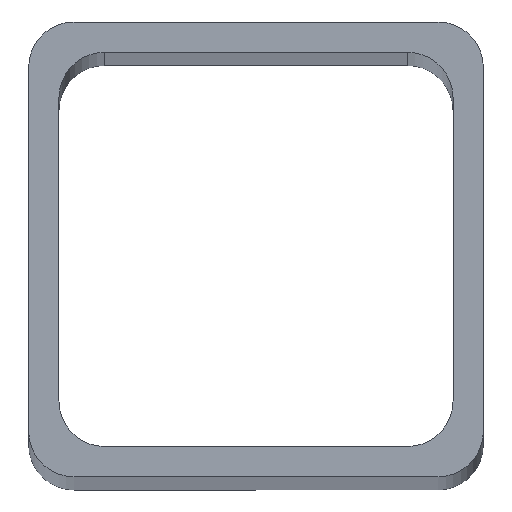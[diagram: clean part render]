
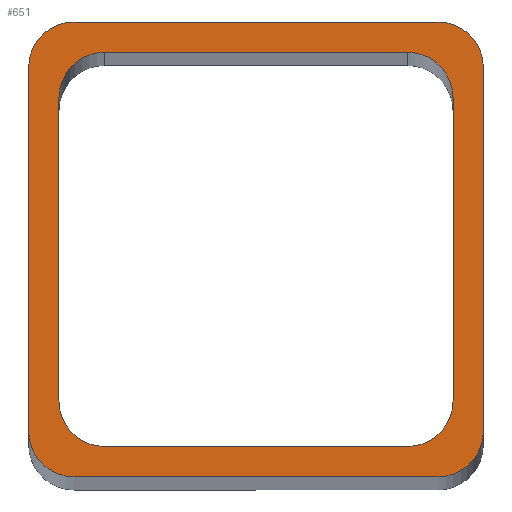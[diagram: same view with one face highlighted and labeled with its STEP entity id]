
A CAD part, top view. The second image highlights one B-rep face of the part: STEP entity #651.
In plain terms, the highlighted planar face has unit normal (0, 0, 1).
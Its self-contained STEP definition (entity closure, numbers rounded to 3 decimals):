
#5 = AXIS2_PLACEMENT_3D ( 'NONE', #81, #274, #423 ) ;
#7 = AXIS2_PLACEMENT_3D ( 'NONE', #327, #383, #85 ) ;
#20 = LINE ( 'NONE', #160, #249 ) ;
#22 = EDGE_LOOP ( 'NONE', ( #125, #368, #165, #430, #82, #334, #479, #500 ) ) ;
#23 = FACE_BOUND ( 'NONE', #22, .T. ) ;
#24 = CARTESIAN_POINT ( 'NONE',  ( 15., -12., 0. ) ) ;
#25 = ORIENTED_EDGE ( 'NONE', *, *, #543, .T. ) ;
#30 = CARTESIAN_POINT ( 'NONE',  ( 12., 15., 0. ) ) ;
#33 = VERTEX_POINT ( 'NONE', #571 ) ;
#34 = EDGE_CURVE ( 'NONE', #306, #42, #418, .T. ) ;
#35 = CIRCLE ( 'NONE', #5, 3. ) ;
#37 = LINE ( 'NONE', #481, #170 ) ;
#41 = LINE ( 'NONE', #537, #509 ) ;
#42 = VERTEX_POINT ( 'NONE', #121 ) ;
#43 = CARTESIAN_POINT ( 'NONE',  ( 10., -13., 0. ) ) ;
#53 = EDGE_CURVE ( 'NONE', #486, #374, #35, .T. ) ;
#69 = LINE ( 'NONE', #466, #441 ) ;
#73 = CIRCLE ( 'NONE', #648, 3. ) ;
#81 = CARTESIAN_POINT ( 'NONE',  ( 10., 10., 0. ) ) ;
#82 = ORIENTED_EDGE ( 'NONE', *, *, #200, .F. ) ;
#85 = DIRECTION ( 'NONE',  ( -1., 0., 0. ) ) ;
#89 = VERTEX_POINT ( 'NONE', #312 ) ;
#94 = DIRECTION ( 'NONE',  ( 0., 0., 1. ) ) ;
#96 = DIRECTION ( 'NONE',  ( 0., 0., 1. ) ) ;
#103 = CARTESIAN_POINT ( 'NONE',  ( -12., -15., 0. ) ) ;
#105 = EDGE_CURVE ( 'NONE', #33, #486, #472, .T. ) ;
#117 = VERTEX_POINT ( 'NONE', #425 ) ;
#120 = FACE_OUTER_BOUND ( 'NONE', #278, .T. ) ;
#121 = CARTESIAN_POINT ( 'NONE',  ( 15., 12., 0. ) ) ;
#122 = ORIENTED_EDGE ( 'NONE', *, *, #421, .T. ) ;
#123 = DIRECTION ( 'NONE',  ( 1., 0., 0. ) ) ;
#125 = ORIENTED_EDGE ( 'NONE', *, *, #615, .F. ) ;
#128 = DIRECTION ( 'NONE',  ( -1., 0., 0. ) ) ;
#143 = VERTEX_POINT ( 'NONE', #30 ) ;
#148 = DIRECTION ( 'NONE',  ( 1., 0., 0. ) ) ;
#154 = EDGE_CURVE ( 'NONE', #330, #382, #398, .T. ) ;
#160 = CARTESIAN_POINT ( 'NONE',  ( -12., -15., 0. ) ) ;
#165 = ORIENTED_EDGE ( 'NONE', *, *, #272, .F. ) ;
#167 = AXIS2_PLACEMENT_3D ( 'NONE', #241, #333, #293 ) ;
#168 = EDGE_CURVE ( 'NONE', #650, #306, #255, .T. ) ;
#169 = CARTESIAN_POINT ( 'NONE',  ( -15., -12., 0. ) ) ;
#170 = VECTOR ( 'NONE', #128, 1000. ) ;
#171 = ORIENTED_EDGE ( 'NONE', *, *, #168, .T. ) ;
#173 = CARTESIAN_POINT ( 'NONE',  ( 12., -12., 0. ) ) ;
#183 = ORIENTED_EDGE ( 'NONE', *, *, #426, .T. ) ;
#189 = DIRECTION ( 'NONE',  ( 1., 0., 0. ) ) ;
#197 = ORIENTED_EDGE ( 'NONE', *, *, #589, .T. ) ;
#200 = EDGE_CURVE ( 'NONE', #89, #585, #439, .T. ) ;
#207 = EDGE_CURVE ( 'NONE', #275, #222, #41, .T. ) ;
#211 = DIRECTION ( 'NONE',  ( 0., 0., 1. ) ) ;
#219 = CARTESIAN_POINT ( 'NONE',  ( 12., -15., 0. ) ) ;
#220 = CIRCLE ( 'NONE', #592, 3. ) ;
#222 = VERTEX_POINT ( 'NONE', #43 ) ;
#224 = CARTESIAN_POINT ( 'NONE',  ( 13., -10., 0. ) ) ;
#233 = CARTESIAN_POINT ( 'NONE',  ( 13., 10., 0. ) ) ;
#241 = CARTESIAN_POINT ( 'NONE',  ( -10., -10., 0. ) ) ;
#249 = VECTOR ( 'NONE', #123, 1000. ) ;
#255 = CIRCLE ( 'NONE', #552, 3. ) ;
#256 = CARTESIAN_POINT ( 'NONE',  ( 10., -10., 0. ) ) ;
#258 = DIRECTION ( 'NONE',  ( 0., -1., 0. ) ) ;
#259 = ORIENTED_EDGE ( 'NONE', *, *, #154, .T. ) ;
#265 = AXIS2_PLACEMENT_3D ( 'NONE', #446, #96, #588 ) ;
#272 = EDGE_CURVE ( 'NONE', #456, #275, #635, .T. ) ;
#274 = DIRECTION ( 'NONE',  ( 0., 0., 1. ) ) ;
#275 = VERTEX_POINT ( 'NONE', #328 ) ;
#277 = DIRECTION ( 'NONE',  ( 0., 0., 1. ) ) ;
#278 = EDGE_LOOP ( 'NONE', ( #171, #566, #122, #581, #183, #197, #259, #25 ) ) ;
#280 = DIRECTION ( 'NONE',  ( 0., 0., 1. ) ) ;
#293 = DIRECTION ( 'NONE',  ( -1., 0., 0. ) ) ;
#298 = CARTESIAN_POINT ( 'NONE',  ( -13., -10., 0. ) ) ;
#304 = CARTESIAN_POINT ( 'NONE',  ( -13., 10., 0. ) ) ;
#306 = VERTEX_POINT ( 'NONE', #393 ) ;
#310 = DIRECTION ( 'NONE',  ( 0., 1., 0. ) ) ;
#312 = CARTESIAN_POINT ( 'NONE',  ( -10., 13., 0. ) ) ;
#327 = CARTESIAN_POINT ( 'NONE',  ( -12., 12., 0. ) ) ;
#328 = CARTESIAN_POINT ( 'NONE',  ( -10., -13., 0. ) ) ;
#330 = VERTEX_POINT ( 'NONE', #344 ) ;
#333 = DIRECTION ( 'NONE',  ( 0., 0., 1. ) ) ;
#334 = ORIENTED_EDGE ( 'NONE', *, *, #475, .F. ) ;
#344 = CARTESIAN_POINT ( 'NONE',  ( -15., -12., 0. ) ) ;
#346 = CARTESIAN_POINT ( 'NONE',  ( 10., 13., 0. ) ) ;
#350 = DIRECTION ( 'NONE',  ( 0., -1., 0. ) ) ;
#366 = DIRECTION ( 'NONE',  ( 1., 0., 0. ) ) ;
#368 = ORIENTED_EDGE ( 'NONE', *, *, #207, .F. ) ;
#372 = VECTOR ( 'NONE', #584, 1000. ) ;
#374 = VERTEX_POINT ( 'NONE', #346 ) ;
#382 = VERTEX_POINT ( 'NONE', #103 ) ;
#383 = DIRECTION ( 'NONE',  ( 0., 0., 1. ) ) ;
#387 = CIRCLE ( 'NONE', #7, 3. ) ;
#392 = EDGE_CURVE ( 'NONE', #585, #456, #451, .T. ) ;
#393 = CARTESIAN_POINT ( 'NONE',  ( 15., -12., 0. ) ) ;
#398 = CIRCLE ( 'NONE', #480, 3. ) ;
#417 = PLANE ( 'NONE',  #568 ) ;
#418 = LINE ( 'NONE', #24, #372 ) ;
#421 = EDGE_CURVE ( 'NONE', #42, #143, #73, .T. ) ;
#422 = DIRECTION ( 'NONE',  ( 0., 0., 1. ) ) ;
#423 = DIRECTION ( 'NONE',  ( -1., 0., 0. ) ) ;
#425 = CARTESIAN_POINT ( 'NONE',  ( -15., 12., 0. ) ) ;
#426 = EDGE_CURVE ( 'NONE', #461, #117, #387, .T. ) ;
#427 = VECTOR ( 'NONE', #310, 1000. ) ;
#428 = DIRECTION ( 'NONE',  ( -1., 0., 0. ) ) ;
#430 = ORIENTED_EDGE ( 'NONE', *, *, #392, .F. ) ;
#435 = CARTESIAN_POINT ( 'NONE',  ( 12., -12., 0. ) ) ;
#439 = CIRCLE ( 'NONE', #265, 3. ) ;
#441 = VECTOR ( 'NONE', #569, 1000. ) ;
#446 = CARTESIAN_POINT ( 'NONE',  ( -10., 10., 0. ) ) ;
#451 = LINE ( 'NONE', #298, #567 ) ;
#456 = VERTEX_POINT ( 'NONE', #644 ) ;
#461 = VERTEX_POINT ( 'NONE', #640 ) ;
#466 = CARTESIAN_POINT ( 'NONE',  ( -12., 15., 0. ) ) ;
#472 = LINE ( 'NONE', #224, #427 ) ;
#475 = EDGE_CURVE ( 'NONE', #374, #89, #37, .T. ) ;
#479 = ORIENTED_EDGE ( 'NONE', *, *, #53, .F. ) ;
#480 = AXIS2_PLACEMENT_3D ( 'NONE', #529, #277, #482 ) ;
#481 = CARTESIAN_POINT ( 'NONE',  ( -10., 13., 0. ) ) ;
#482 = DIRECTION ( 'NONE',  ( -1., 0., 0. ) ) ;
#486 = VERTEX_POINT ( 'NONE', #233 ) ;
#500 = ORIENTED_EDGE ( 'NONE', *, *, #105, .F. ) ;
#509 = VECTOR ( 'NONE', #189, 1000. ) ;
#510 = DIRECTION ( 'NONE',  ( 1., 0., 0. ) ) ;
#529 = CARTESIAN_POINT ( 'NONE',  ( -12., -12., 0. ) ) ;
#532 = VECTOR ( 'NONE', #258, 1000. ) ;
#533 = CARTESIAN_POINT ( 'NONE',  ( 12., 12., 0. ) ) ;
#537 = CARTESIAN_POINT ( 'NONE',  ( -10., -13., 0. ) ) ;
#543 = EDGE_CURVE ( 'NONE', #382, #650, #20, .T. ) ;
#552 = AXIS2_PLACEMENT_3D ( 'NONE', #435, #94, #148 ) ;
#566 = ORIENTED_EDGE ( 'NONE', *, *, #34, .T. ) ;
#567 = VECTOR ( 'NONE', #350, 1000. ) ;
#568 = AXIS2_PLACEMENT_3D ( 'NONE', #173, #422, #366 ) ;
#569 = DIRECTION ( 'NONE',  ( -1., 0., 0. ) ) ;
#571 = CARTESIAN_POINT ( 'NONE',  ( 13., -10., 0. ) ) ;
#581 = ORIENTED_EDGE ( 'NONE', *, *, #639, .T. ) ;
#584 = DIRECTION ( 'NONE',  ( 0., 1., 0. ) ) ;
#585 = VERTEX_POINT ( 'NONE', #304 ) ;
#588 = DIRECTION ( 'NONE',  ( -1., 0., 0. ) ) ;
#589 = EDGE_CURVE ( 'NONE', #117, #330, #619, .T. ) ;
#592 = AXIS2_PLACEMENT_3D ( 'NONE', #256, #211, #510 ) ;
#615 = EDGE_CURVE ( 'NONE', #222, #33, #220, .T. ) ;
#619 = LINE ( 'NONE', #169, #532 ) ;
#635 = CIRCLE ( 'NONE', #167, 3. ) ;
#639 = EDGE_CURVE ( 'NONE', #143, #461, #69, .T. ) ;
#640 = CARTESIAN_POINT ( 'NONE',  ( -12., 15., 0. ) ) ;
#644 = CARTESIAN_POINT ( 'NONE',  ( -13., -10., 0. ) ) ;
#648 = AXIS2_PLACEMENT_3D ( 'NONE', #533, #280, #428 ) ;
#650 = VERTEX_POINT ( 'NONE', #219 ) ;
#651 = ADVANCED_FACE ( 'NONE', ( #23, #120 ), #417, .T. ) ;
